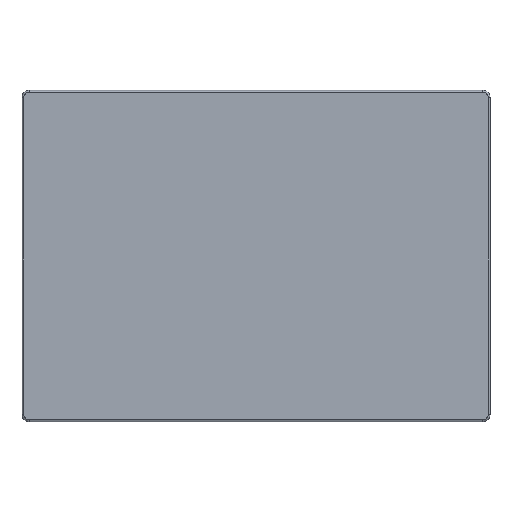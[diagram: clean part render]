
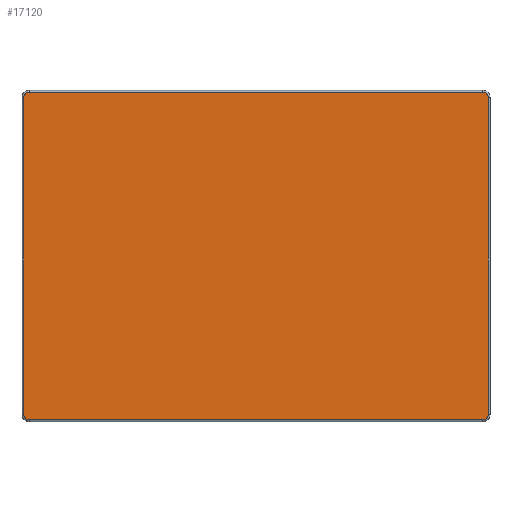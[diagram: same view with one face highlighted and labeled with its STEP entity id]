
A CAD part, top view. The second image highlights one B-rep face of the part: STEP entity #17120.
In plain terms, the highlighted planar face has unit normal (0, 0, 1).
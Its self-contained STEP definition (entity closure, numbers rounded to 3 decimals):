
#5070=CARTESIAN_POINT('',(-65.501,-44.,3.));
#5080=VERTEX_POINT('',#5070);
#5240=CARTESIAN_POINT('',(-65.501,44.,3.));
#5250=VERTEX_POINT('',#5240);
#5280=CARTESIAN_POINT('',(-65.501,0.,3.));
#5290=DIRECTION('',(0.,-1.,0.));
#5300=VECTOR('',#5290,1.);
#5310=LINE('',#5280,#5300);
#5320=EDGE_CURVE('',#5250,#5080,#5310,.T.);
#5780=CARTESIAN_POINT('',(-64.001,-44.,3.));
#5790=DIRECTION('',(0.,0.,-1.));
#5800=DIRECTION('',(0.,-1.,0.));
#5810=AXIS2_PLACEMENT_3D('',#5780,#5790,#5800);
#5820=CIRCLE('',#5810,1.5);
#5830=CARTESIAN_POINT('',(-64.001,-45.5,3.));
#5840=VERTEX_POINT('',#5830);
#5850=EDGE_CURVE('',#5840,#5080,#5820,.T.);
#6180=CARTESIAN_POINT('',(-64.001,45.5,3.));
#6190=VERTEX_POINT('',#6180);
#6220=CARTESIAN_POINT('',(-64.001,44.,3.));
#6230=DIRECTION('',(0.,0.,1.));
#6240=DIRECTION('',(0.,1.,0.));
#6250=AXIS2_PLACEMENT_3D('',#6220,#6230,#6240);
#6260=CIRCLE('',#6250,1.5);
#6270=EDGE_CURVE('',#6190,#5250,#6260,.T.);
#6990=CARTESIAN_POINT('',(63.499,44.,3.));
#7000=VERTEX_POINT('',#6990);
#7160=CARTESIAN_POINT('',(63.499,-44.,3.));
#7170=VERTEX_POINT('',#7160);
#7200=CARTESIAN_POINT('',(63.499,0.,3.));
#7210=DIRECTION('',(0.,1.,0.));
#7220=VECTOR('',#7210,1.);
#7230=LINE('',#7200,#7220);
#7240=EDGE_CURVE('',#7170,#7000,#7230,.T.);
#7590=CARTESIAN_POINT('',(61.999,44.,3.));
#7600=DIRECTION('',(0.,0.,1.));
#7610=DIRECTION('',(0.,1.,0.));
#7620=AXIS2_PLACEMENT_3D('',#7590,#7600,#7610);
#7630=CIRCLE('',#7620,1.5);
#7640=CARTESIAN_POINT('',(61.999,45.5,3.));
#7650=VERTEX_POINT('',#7640);
#7660=EDGE_CURVE('',#7000,#7650,#7630,.T.);
#8400=CARTESIAN_POINT('',(-1.001,45.5,3.));
#8410=DIRECTION('',(-1.,0.,0.));
#8420=VECTOR('',#8410,1.);
#8430=LINE('',#8400,#8420);
#8440=EDGE_CURVE('',#7650,#6190,#8430,.T.);
#16760=CARTESIAN_POINT('',(61.999,-45.5,3.));
#16770=VERTEX_POINT('',#16760);
#16800=CARTESIAN_POINT('',(61.999,-44.,3.));
#16810=DIRECTION('',(0.,0.,1.));
#16820=DIRECTION('',(0.,1.,0.));
#16830=AXIS2_PLACEMENT_3D('',#16800,#16810,#16820);
#16840=CIRCLE('',#16830,1.5);
#16850=EDGE_CURVE('',#16770,#7170,#16840,.T.);
#16920=CARTESIAN_POINT('',(-1.001,0.,3.));
#16930=DIRECTION('',(0.,-0.,1.));
#16940=DIRECTION('',(0.,1.,0.));
#16950=AXIS2_PLACEMENT_3D('',#16920,#16930,#16940);
#16960=PLANE('',#16950);
#16970=ORIENTED_EDGE('',*,*,#6270,.T.);
#16980=ORIENTED_EDGE('',*,*,#8440,.T.);
#16990=ORIENTED_EDGE('',*,*,#7660,.T.);
#17000=ORIENTED_EDGE('',*,*,#7240,.T.);
#17010=ORIENTED_EDGE('',*,*,#16850,.T.);
#17020=CARTESIAN_POINT('',(-1.001,-45.5,3.));
#17030=DIRECTION('',(1.,0.,0.));
#17040=VECTOR('',#17030,1.);
#17050=LINE('',#17020,#17040);
#17060=EDGE_CURVE('',#5840,#16770,#17050,.T.);
#17070=ORIENTED_EDGE('',*,*,#17060,.T.);
#17080=ORIENTED_EDGE('',*,*,#5850,.F.);
#17090=ORIENTED_EDGE('',*,*,#5320,.T.);
#17100=EDGE_LOOP('',(#17090,#17080,#17070,#17010,#17000,#16990,#16980,
#16970));
#17110=FACE_OUTER_BOUND('',#17100,.T.);
#17120=ADVANCED_FACE('',(#17110),#16960,.T.);
